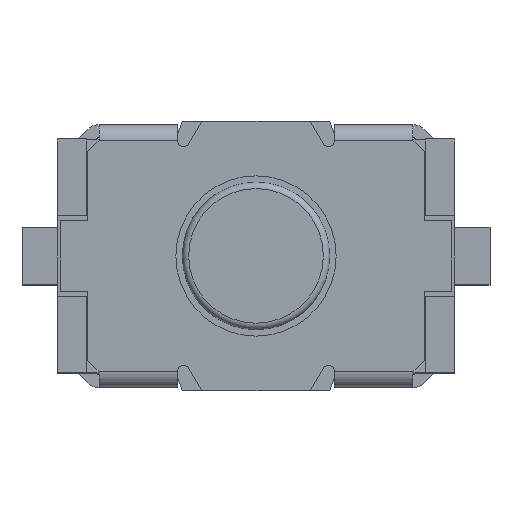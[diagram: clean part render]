
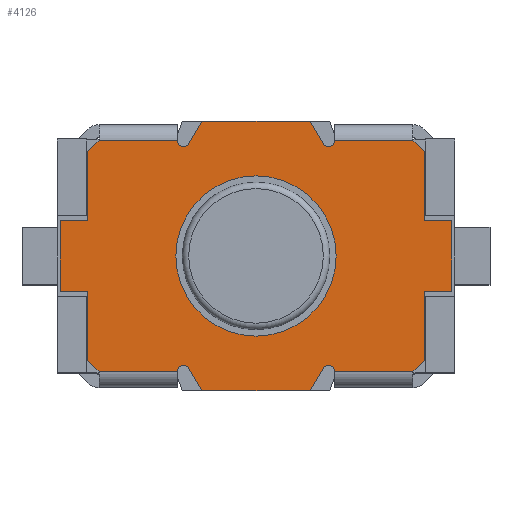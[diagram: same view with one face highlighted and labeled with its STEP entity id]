
A CAD part, top view. The second image highlights one B-rep face of the part: STEP entity #4126.
In plain terms, the highlighted planar face has unit normal (0, 0, 1).
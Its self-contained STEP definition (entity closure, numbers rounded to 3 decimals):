
#181=CIRCLE('',#4434,1.25);
#182=CIRCLE('',#4435,0.095);
#183=CIRCLE('',#4436,0.095);
#184=CIRCLE('',#4437,0.095);
#185=CIRCLE('',#4438,0.095);
#981=ORIENTED_EDGE('',*,*,#1851,.T.);
#982=ORIENTED_EDGE('',*,*,#1852,.T.);
#983=ORIENTED_EDGE('',*,*,#1853,.T.);
#984=ORIENTED_EDGE('',*,*,#1854,.T.);
#985=ORIENTED_EDGE('',*,*,#1855,.F.);
#986=ORIENTED_EDGE('',*,*,#1856,.F.);
#987=ORIENTED_EDGE('',*,*,#1857,.F.);
#988=ORIENTED_EDGE('',*,*,#1858,.F.);
#989=ORIENTED_EDGE('',*,*,#1859,.T.);
#990=ORIENTED_EDGE('',*,*,#1860,.T.);
#991=ORIENTED_EDGE('',*,*,#1861,.T.);
#992=ORIENTED_EDGE('',*,*,#1862,.F.);
#993=ORIENTED_EDGE('',*,*,#1863,.F.);
#994=ORIENTED_EDGE('',*,*,#1864,.F.);
#995=ORIENTED_EDGE('',*,*,#1865,.F.);
#996=ORIENTED_EDGE('',*,*,#1866,.F.);
#997=ORIENTED_EDGE('',*,*,#1867,.F.);
#998=ORIENTED_EDGE('',*,*,#1868,.F.);
#999=ORIENTED_EDGE('',*,*,#1869,.T.);
#1000=ORIENTED_EDGE('',*,*,#1870,.T.);
#1001=ORIENTED_EDGE('',*,*,#1871,.T.);
#1002=ORIENTED_EDGE('',*,*,#1872,.T.);
#1003=ORIENTED_EDGE('',*,*,#1873,.T.);
#1004=ORIENTED_EDGE('',*,*,#1874,.T.);
#1005=ORIENTED_EDGE('',*,*,#1875,.T.);
#1006=ORIENTED_EDGE('',*,*,#1876,.F.);
#1007=ORIENTED_EDGE('',*,*,#1877,.F.);
#1008=ORIENTED_EDGE('',*,*,#1849,.T.);
#1009=ORIENTED_EDGE('',*,*,#1878,.T.);
#1849=EDGE_CURVE('',#2297,#2305,#2745,.T.);
#1851=EDGE_CURVE('',#2336,#2336,#181,.T.);
#1852=EDGE_CURVE('',#2337,#2338,#2747,.T.);
#1853=EDGE_CURVE('',#2338,#2339,#2748,.T.);
#1854=EDGE_CURVE('',#2339,#2340,#2749,.T.);
#1855=EDGE_CURVE('',#2341,#2340,#2750,.T.);
#1856=EDGE_CURVE('',#2342,#2341,#2751,.T.);
#1857=EDGE_CURVE('',#2343,#2342,#2752,.T.);
#1858=EDGE_CURVE('',#2293,#2343,#2753,.T.);
#1859=EDGE_CURVE('',#2293,#2344,#182,.T.);
#1860=EDGE_CURVE('',#2344,#2345,#2754,.T.);
#1861=EDGE_CURVE('',#2345,#2346,#2755,.T.);
#1862=EDGE_CURVE('',#2347,#2346,#2756,.T.);
#1863=EDGE_CURVE('',#2348,#2347,#183,.T.);
#1864=EDGE_CURVE('',#2349,#2348,#2757,.T.);
#1865=EDGE_CURVE('',#2350,#2349,#2758,.T.);
#1866=EDGE_CURVE('',#2351,#2350,#2759,.T.);
#1867=EDGE_CURVE('',#2352,#2351,#2760,.T.);
#1868=EDGE_CURVE('',#2353,#2352,#2761,.T.);
#1869=EDGE_CURVE('',#2353,#2354,#2762,.T.);
#1870=EDGE_CURVE('',#2354,#2355,#2763,.T.);
#1871=EDGE_CURVE('',#2355,#2356,#2764,.T.);
#1872=EDGE_CURVE('',#2356,#2357,#2765,.T.);
#1873=EDGE_CURVE('',#2357,#2358,#184,.T.);
#1874=EDGE_CURVE('',#2358,#2359,#2766,.T.);
#1875=EDGE_CURVE('',#2359,#2360,#2767,.T.);
#1876=EDGE_CURVE('',#2361,#2360,#2768,.T.);
#1877=EDGE_CURVE('',#2297,#2361,#185,.T.);
#1878=EDGE_CURVE('',#2305,#2337,#2769,.T.);
#2293=VERTEX_POINT('',#6453);
#2297=VERTEX_POINT('',#6462);
#2305=VERTEX_POINT('',#6479);
#2336=VERTEX_POINT('',#6558);
#2337=VERTEX_POINT('',#6560);
#2338=VERTEX_POINT('',#6561);
#2339=VERTEX_POINT('',#6563);
#2340=VERTEX_POINT('',#6565);
#2341=VERTEX_POINT('',#6567);
#2342=VERTEX_POINT('',#6569);
#2343=VERTEX_POINT('',#6571);
#2344=VERTEX_POINT('',#6574);
#2345=VERTEX_POINT('',#6576);
#2346=VERTEX_POINT('',#6578);
#2347=VERTEX_POINT('',#6580);
#2348=VERTEX_POINT('',#6582);
#2349=VERTEX_POINT('',#6584);
#2350=VERTEX_POINT('',#6586);
#2351=VERTEX_POINT('',#6588);
#2352=VERTEX_POINT('',#6590);
#2353=VERTEX_POINT('',#6592);
#2354=VERTEX_POINT('',#6594);
#2355=VERTEX_POINT('',#6596);
#2356=VERTEX_POINT('',#6598);
#2357=VERTEX_POINT('',#6600);
#2358=VERTEX_POINT('',#6602);
#2359=VERTEX_POINT('',#6604);
#2360=VERTEX_POINT('',#6606);
#2361=VERTEX_POINT('',#6608);
#2745=LINE('',#6553,#3197);
#2747=LINE('',#6559,#3199);
#2748=LINE('',#6562,#3200);
#2749=LINE('',#6564,#3201);
#2750=LINE('',#6566,#3202);
#2751=LINE('',#6568,#3203);
#2752=LINE('',#6570,#3204);
#2753=LINE('',#6572,#3205);
#2754=LINE('',#6575,#3206);
#2755=LINE('',#6577,#3207);
#2756=LINE('',#6579,#3208);
#2757=LINE('',#6583,#3209);
#2758=LINE('',#6585,#3210);
#2759=LINE('',#6587,#3211);
#2760=LINE('',#6589,#3212);
#2761=LINE('',#6591,#3213);
#2762=LINE('',#6593,#3214);
#2763=LINE('',#6595,#3215);
#2764=LINE('',#6597,#3216);
#2765=LINE('',#6599,#3217);
#2766=LINE('',#6603,#3218);
#2767=LINE('',#6605,#3219);
#2768=LINE('',#6607,#3220);
#2769=LINE('',#6610,#3221);
#3197=VECTOR('',#5210,1000.);
#3199=VECTOR('',#5218,1000.);
#3200=VECTOR('',#5219,1000.);
#3201=VECTOR('',#5220,1000.);
#3202=VECTOR('',#5221,1000.);
#3203=VECTOR('',#5222,1000.);
#3204=VECTOR('',#5223,1000.);
#3205=VECTOR('',#5224,1000.);
#3206=VECTOR('',#5227,1000.);
#3207=VECTOR('',#5228,1000.);
#3208=VECTOR('',#5229,1000.);
#3209=VECTOR('',#5232,1000.);
#3210=VECTOR('',#5233,1000.);
#3211=VECTOR('',#5234,1000.);
#3212=VECTOR('',#5235,1000.);
#3213=VECTOR('',#5236,1000.);
#3214=VECTOR('',#5237,1000.);
#3215=VECTOR('',#5238,1000.);
#3216=VECTOR('',#5239,1000.);
#3217=VECTOR('',#5240,1000.);
#3218=VECTOR('',#5243,1000.);
#3219=VECTOR('',#5244,1000.);
#3220=VECTOR('',#5245,1000.);
#3221=VECTOR('',#5248,1000.);
#3481=EDGE_LOOP('',(#981));
#3482=EDGE_LOOP('',(#982,#983,#984,#985,#986,#987,#988,#989,#990,#991,#992,
#993,#994,#995,#996,#997,#998,#999,#1000,#1001,#1002,#1003,#1004,#1005,
#1006,#1007,#1008,#1009));
#3715=FACE_BOUND('',#3481,.T.);
#3716=FACE_BOUND('',#3482,.T.);
#3933=PLANE('',#4433);
#4126=ADVANCED_FACE('',(#3715,#3716),#3933,.F.);
#4433=AXIS2_PLACEMENT_3D('',#6556,#5214,#5215);
#4434=AXIS2_PLACEMENT_3D('',#6557,#5216,#5217);
#4435=AXIS2_PLACEMENT_3D('',#6573,#5225,#5226);
#4436=AXIS2_PLACEMENT_3D('',#6581,#5230,#5231);
#4437=AXIS2_PLACEMENT_3D('',#6601,#5241,#5242);
#4438=AXIS2_PLACEMENT_3D('',#6609,#5246,#5247);
#5210=DIRECTION('',(0.,-1.,0.));
#5214=DIRECTION('',(0.,0.,-1.));
#5215=DIRECTION('',(-1.,0.,0.));
#5216=DIRECTION('',(0.,0.,-1.));
#5217=DIRECTION('',(0.,1.,0.));
#5218=DIRECTION('',(1.,0.,0.));
#5219=DIRECTION('',(0.,-1.,0.));
#5220=DIRECTION('',(1.,0.,0.));
#5221=DIRECTION('',(0.,-1.,0.));
#5222=DIRECTION('',(-1.,0.,0.));
#5223=DIRECTION('',(-0.707,-0.707,0.));
#5224=DIRECTION('',(0.,-1.,0.));
#5225=DIRECTION('',(0.,0.,-1.));
#5226=DIRECTION('',(0.,1.,0.));
#5227=DIRECTION('',(0.861,0.509,0.));
#5228=DIRECTION('',(0.,1.,0.));
#5229=DIRECTION('',(0.861,-0.509,0.));
#5230=DIRECTION('',(0.,0.,1.));
#5231=DIRECTION('',(0.,1.,0.));
#5232=DIRECTION('',(0.,-1.,0.));
#5233=DIRECTION('',(0.707,-0.707,0.));
#5234=DIRECTION('',(1.,0.,0.));
#5235=DIRECTION('',(0.,-1.,0.));
#5236=DIRECTION('',(1.,0.,0.));
#5237=DIRECTION('',(0.,-1.,0.));
#5238=DIRECTION('',(-1.,0.,0.));
#5239=DIRECTION('',(-0.707,-0.707,0.));
#5240=DIRECTION('',(0.,-1.,0.));
#5241=DIRECTION('',(0.,0.,-1.));
#5242=DIRECTION('',(0.,1.,0.));
#5243=DIRECTION('',(-0.861,-0.509,0.));
#5244=DIRECTION('',(0.,-1.,0.));
#5245=DIRECTION('',(-0.861,0.509,0.));
#5246=DIRECTION('',(0.,0.,1.));
#5247=DIRECTION('',(0.,1.,0.));
#5248=DIRECTION('',(0.707,-0.707,0.));
#6453=CARTESIAN_POINT('',(1.8,-1.225,0.));
#6462=CARTESIAN_POINT('',(-1.8,-1.225,0.));
#6479=CARTESIAN_POINT('',(-1.8,-2.448,0.));
#6553=CARTESIAN_POINT('',(-1.8,3.05,0.));
#6556=CARTESIAN_POINT('',(-2.05,3.05,0.));
#6557=CARTESIAN_POINT('',(0.,0.,0.));
#6558=CARTESIAN_POINT('',(0.,1.25,0.));
#6559=CARTESIAN_POINT('',(-1.623,-2.625,0.));
#6560=CARTESIAN_POINT('',(-1.623,-2.625,0.));
#6561=CARTESIAN_POINT('',(-0.55,-2.625,0.));
#6562=CARTESIAN_POINT('',(-0.55,-2.625,0.));
#6563=CARTESIAN_POINT('',(-0.55,-3.05,0.));
#6564=CARTESIAN_POINT('',(-2.05,-3.05,0.));
#6565=CARTESIAN_POINT('',(0.55,-3.05,0.));
#6566=CARTESIAN_POINT('',(0.55,-2.625,0.));
#6567=CARTESIAN_POINT('',(0.55,-2.625,0.));
#6568=CARTESIAN_POINT('',(1.623,-2.625,0.));
#6569=CARTESIAN_POINT('',(1.623,-2.625,0.));
#6570=CARTESIAN_POINT('',(1.8,-2.448,0.));
#6571=CARTESIAN_POINT('',(1.8,-2.448,0.));
#6572=CARTESIAN_POINT('',(1.8,3.05,0.));
#6573=CARTESIAN_POINT('',(1.8,-1.13,0.));
#6574=CARTESIAN_POINT('',(1.752,-1.048,0.));
#6575=CARTESIAN_POINT('',(1.752,-1.048,0.));
#6576=CARTESIAN_POINT('',(2.1,-0.842,0.));
#6577=CARTESIAN_POINT('',(2.1,-0.842,0.));
#6578=CARTESIAN_POINT('',(2.1,0.842,0.));
#6579=CARTESIAN_POINT('',(1.752,1.048,0.));
#6580=CARTESIAN_POINT('',(1.752,1.048,0.));
#6581=CARTESIAN_POINT('',(1.8,1.13,0.));
#6582=CARTESIAN_POINT('',(1.8,1.225,0.));
#6583=CARTESIAN_POINT('',(1.8,3.05,0.));
#6584=CARTESIAN_POINT('',(1.8,2.448,0.));
#6585=CARTESIAN_POINT('',(1.623,2.625,0.));
#6586=CARTESIAN_POINT('',(1.623,2.625,0.));
#6587=CARTESIAN_POINT('',(0.55,2.625,0.));
#6588=CARTESIAN_POINT('',(0.55,2.625,0.));
#6589=CARTESIAN_POINT('',(0.55,3.05,0.));
#6590=CARTESIAN_POINT('',(0.55,3.05,0.));
#6591=CARTESIAN_POINT('',(-2.05,3.05,0.));
#6592=CARTESIAN_POINT('',(-0.55,3.05,0.));
#6593=CARTESIAN_POINT('',(-0.55,3.05,0.));
#6594=CARTESIAN_POINT('',(-0.55,2.625,0.));
#6595=CARTESIAN_POINT('',(-0.55,2.625,0.));
#6596=CARTESIAN_POINT('',(-1.623,2.625,0.));
#6597=CARTESIAN_POINT('',(-1.623,2.625,0.));
#6598=CARTESIAN_POINT('',(-1.8,2.448,0.));
#6599=CARTESIAN_POINT('',(-1.8,3.05,0.));
#6600=CARTESIAN_POINT('',(-1.8,1.225,0.));
#6601=CARTESIAN_POINT('',(-1.8,1.13,0.));
#6602=CARTESIAN_POINT('',(-1.752,1.048,0.));
#6603=CARTESIAN_POINT('',(-1.752,1.048,0.));
#6604=CARTESIAN_POINT('',(-2.1,0.842,0.));
#6605=CARTESIAN_POINT('',(-2.1,0.842,0.));
#6606=CARTESIAN_POINT('',(-2.1,-0.842,0.));
#6607=CARTESIAN_POINT('',(-1.752,-1.048,0.));
#6608=CARTESIAN_POINT('',(-1.752,-1.048,0.));
#6609=CARTESIAN_POINT('',(-1.8,-1.13,0.));
#6610=CARTESIAN_POINT('',(-1.8,-2.448,0.));
